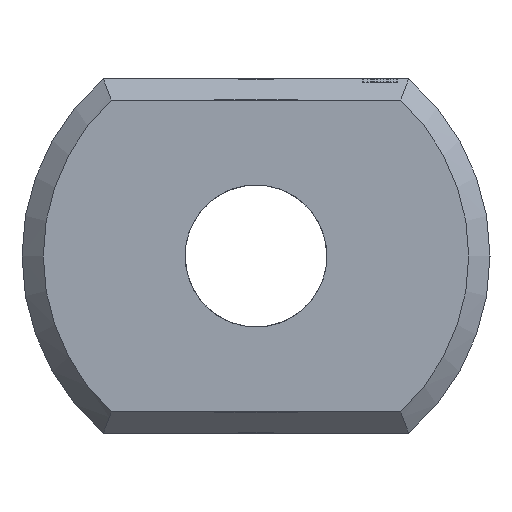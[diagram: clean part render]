
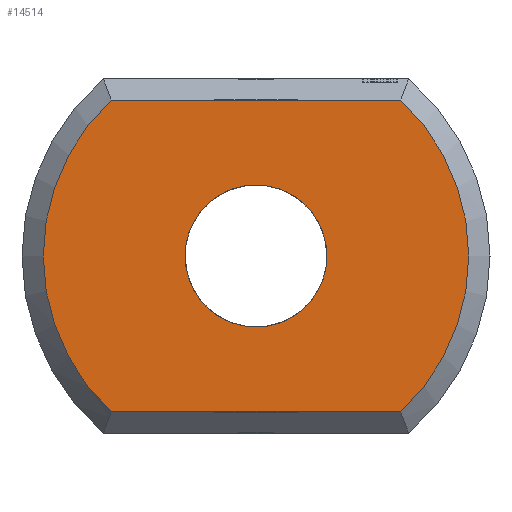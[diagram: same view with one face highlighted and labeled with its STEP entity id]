
A CAD part, left-side view. The second image highlights one B-rep face of the part: STEP entity #14514.
In plain terms, the highlighted planar face has unit normal (-1, 0, 0).
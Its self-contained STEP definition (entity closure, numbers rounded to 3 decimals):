
#3600 = VERTEX_POINT('',#3601);
#3601 = CARTESIAN_POINT('',(0.,-2.04,2.2));
#3610 = VERTEX_POINT('',#3611);
#3611 = CARTESIAN_POINT('',(0.,-2.04,-2.2));
#3618 = EDGE_CURVE('',#3600,#3610,#3619,.T.);
#3619 = CIRCLE('',#3620,3.);
#3620 = AXIS2_PLACEMENT_3D('',#3621,#3622,#3623);
#3621 = CARTESIAN_POINT('',(0.,0.,0.));
#3622 = DIRECTION('',(1.,0.,0.));
#3623 = DIRECTION('',(0.,-0.653,0.758)
  );
#4390 = VERTEX_POINT('',#4391);
#4391 = CARTESIAN_POINT('',(0.,2.04,2.2));
#4398 = EDGE_CURVE('',#3600,#4390,#4399,.T.);
#4399 = LINE('',#4400,#4401);
#4400 = CARTESIAN_POINT('',(0.,-2.154,2.2));
#4401 = VECTOR('',#4402,1.);
#4402 = DIRECTION('',(0.,1.,0.));
#14514 = ADVANCED_FACE('',(#14515,#14534),#14545,.F.);
#14515 = FACE_BOUND('',#14516,.F.);
#14516 = EDGE_LOOP('',(#14517,#14526,#14527,#14528));
#14517 = ORIENTED_EDGE('',*,*,#14518,.T.);
#14518 = EDGE_CURVE('',#14519,#4390,#14521,.T.);
#14519 = VERTEX_POINT('',#14520);
#14520 = CARTESIAN_POINT('',(0.,2.04,-2.2));
#14521 = CIRCLE('',#14522,3.);
#14522 = AXIS2_PLACEMENT_3D('',#14523,#14524,#14525);
#14523 = CARTESIAN_POINT('',(0.,0.,0.));
#14524 = DIRECTION('',(1.,0.,0.));
#14525 = DIRECTION('',(0.,0.653,-0.758)
  );
#14526 = ORIENTED_EDGE('',*,*,#4398,.F.);
#14527 = ORIENTED_EDGE('',*,*,#3618,.T.);
#14528 = ORIENTED_EDGE('',*,*,#14529,.T.);
#14529 = EDGE_CURVE('',#3610,#14519,#14530,.T.);
#14530 = LINE('',#14531,#14532);
#14531 = CARTESIAN_POINT('',(0.,-2.154,-2.2));
#14532 = VECTOR('',#14533,1.);
#14533 = DIRECTION('',(0.,1.,0.));
#14534 = FACE_BOUND('',#14535,.T.);
#14535 = EDGE_LOOP('',(#14536));
#14536 = ORIENTED_EDGE('',*,*,#14537,.T.);
#14537 = EDGE_CURVE('',#14538,#14538,#14540,.T.);
#14538 = VERTEX_POINT('',#14539);
#14539 = CARTESIAN_POINT('',(0.,1.,0.)
  );
#14540 = CIRCLE('',#14541,1.);
#14541 = AXIS2_PLACEMENT_3D('',#14542,#14543,#14544);
#14542 = CARTESIAN_POINT('',(0.,0.,0.));
#14543 = DIRECTION('',(1.,0.,0.));
#14544 = DIRECTION('',(0.,1.,0.));
#14545 = PLANE('',#14546);
#14546 = AXIS2_PLACEMENT_3D('',#14547,#14548,#14549);
#14547 = CARTESIAN_POINT('',(0.,0.,0.));
#14548 = DIRECTION('',(1.,0.,0.));
#14549 = DIRECTION('',(0.,0.,1.));
